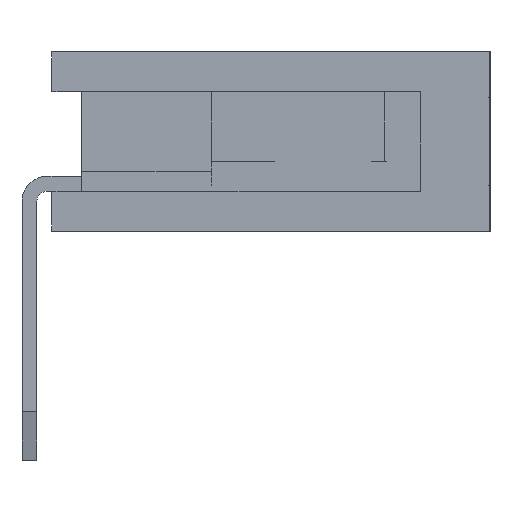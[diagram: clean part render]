
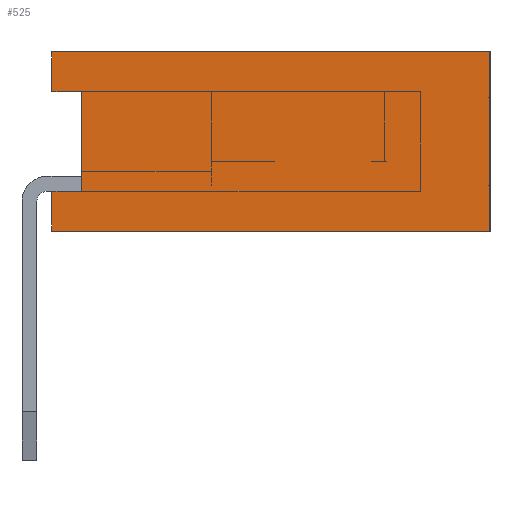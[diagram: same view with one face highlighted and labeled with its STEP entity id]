
A CAD part, left-side view. The second image highlights one B-rep face of the part: STEP entity #525.
In plain terms, the highlighted planar face has unit normal (-1, 0, 0).
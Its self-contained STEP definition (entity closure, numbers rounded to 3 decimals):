
#525=ADVANCED_FACE('',(#21839),#21841,.T.);
#21839=FACE_BOUND('',#21840,.T.);
#21840=EDGE_LOOP('',(#38885,#38886,#38887,#38888,#38889,#38890,#38891,#38892));
#21841=PLANE('',#21842);
#21842=AXIS2_PLACEMENT_3D('',#21843,#21844,#21845);
#21843=CARTESIAN_POINT('',(-0.635,-4.625,0.));
#21844=DIRECTION('',(-1.,0.,0.));
#21845=DIRECTION('',(0.,0.,1.));
#38885=ORIENTED_EDGE('',*,*,#51469,.T.);
#38886=ORIENTED_EDGE('',*,*,#51641,.T.);
#38887=ORIENTED_EDGE('',*,*,#51302,.T.);
#38888=ORIENTED_EDGE('',*,*,#51640,.F.);
#38889=ORIENTED_EDGE('',*,*,#51642,.F.);
#38890=ORIENTED_EDGE('',*,*,#51643,.T.);
#38891=ORIENTED_EDGE('',*,*,#51644,.T.);
#38892=ORIENTED_EDGE('',*,*,#51635,.F.);
#51302=EDGE_CURVE('',#57688,#57685,#57689,.F.);
#51469=EDGE_CURVE('',#58022,#58020,#58023,.F.);
#51635=EDGE_CURVE('',#58022,#58347,#58348,.T.);
#51640=EDGE_CURVE('',#58354,#57685,#58356,.T.);
#51641=EDGE_CURVE('',#58020,#57688,#58357,.T.);
#51642=EDGE_CURVE('',#58358,#58354,#58359,.T.);
#51643=EDGE_CURVE('',#58358,#58360,#58361,.T.);
#51644=EDGE_CURVE('',#58360,#58347,#58362,.T.);
#57685=VERTEX_POINT('',#68165);
#57688=VERTEX_POINT('',#68170);
#57689=LINE('',#68171,#68172);
#58020=VERTEX_POINT('',#68834);
#58022=VERTEX_POINT('',#68838);
#58023=LINE('',#68839,#68840);
#58347=VERTEX_POINT('',#69495);
#58348=LINE('',#69496,#69497);
#58354=VERTEX_POINT('',#69510);
#58356=LINE('',#69514,#69515);
#58357=LINE('',#69517,#69518);
#58358=VERTEX_POINT('',#69520);
#58359=LINE('',#69521,#69522);
#58360=VERTEX_POINT('',#69524);
#58361=LINE('',#69525,#69526);
#58362=LINE('',#69528,#69529);
#68165=CARTESIAN_POINT('',(-0.635,-0.225,0.4));
#68170=CARTESIAN_POINT('',(-0.635,-0.525,0.4));
#68171=CARTESIAN_POINT('',(-0.635,-0.225,0.4));
#68172=VECTOR('',#68173,1.);
#68173=DIRECTION('',(0.,-1.,0.));
#68834=CARTESIAN_POINT('',(-0.635,-0.525,1.4));
#68838=CARTESIAN_POINT('',(-0.635,-0.225,1.4));
#68839=CARTESIAN_POINT('',(-0.635,-0.525,1.4));
#68840=VECTOR('',#68841,1.);
#68841=DIRECTION('',(0.,1.,0.));
#69495=CARTESIAN_POINT('',(-0.635,-0.225,1.8));
#69496=CARTESIAN_POINT('',(-0.635,-0.225,1.4));
#69497=VECTOR('',#69498,1.);
#69498=DIRECTION('',(0.,0.,1.));
#69510=CARTESIAN_POINT('',(-0.635,-0.225,0.));
#69514=CARTESIAN_POINT('',(-0.635,-0.225,0.));
#69515=VECTOR('',#69516,1.);
#69516=DIRECTION('',(0.,0.,1.));
#69517=CARTESIAN_POINT('',(-0.635,-0.525,1.4));
#69518=VECTOR('',#69519,1.);
#69519=DIRECTION('',(0.,0.,-1.));
#69520=CARTESIAN_POINT('',(-0.635,-4.625,0.));
#69521=CARTESIAN_POINT('',(-0.635,-4.625,0.));
#69522=VECTOR('',#69523,1.);
#69523=DIRECTION('',(0.,1.,0.));
#69524=CARTESIAN_POINT('',(-0.635,-4.625,1.8));
#69525=CARTESIAN_POINT('',(-0.635,-4.625,0.));
#69526=VECTOR('',#69527,1.);
#69527=DIRECTION('',(0.,0.,1.));
#69528=CARTESIAN_POINT('',(-0.635,-4.625,1.8));
#69529=VECTOR('',#69530,1.);
#69530=DIRECTION('',(0.,1.,0.));
